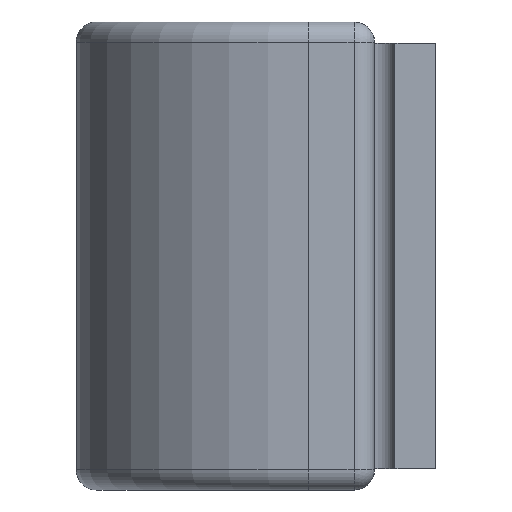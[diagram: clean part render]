
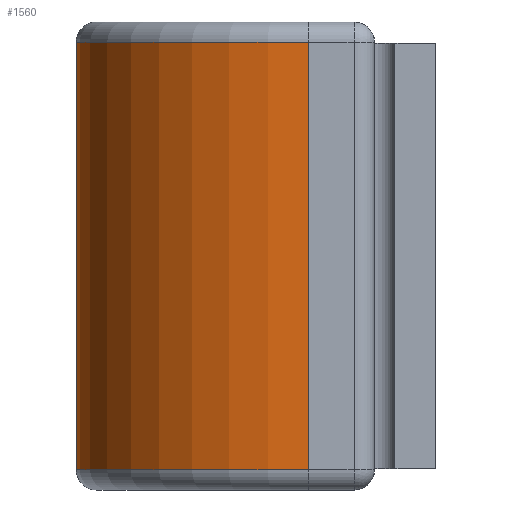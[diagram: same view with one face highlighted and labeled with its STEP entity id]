
A CAD part, left-side view. The second image highlights one B-rep face of the part: STEP entity #1560.
In plain terms, the highlighted cylindrical face has radius 8.661 mm (diameter 17.323 mm), a partial arc.
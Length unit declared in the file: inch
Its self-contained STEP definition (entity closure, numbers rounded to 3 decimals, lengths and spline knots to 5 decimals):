
#1 = DIRECTION ( 'NONE',  ( 0., 0., 1. ) ) ;
#88 = CIRCLE ( 'NONE', #1302, 0.341 ) ;
#95 = VERTEX_POINT ( 'NONE', #1822 ) ;
#173 = CARTESIAN_POINT ( 'NONE',  ( 0.937, 0.18725, -0.31375 ) ) ;
#218 = AXIS2_PLACEMENT_3D ( 'NONE', #173, #1229, #335 ) ;
#261 = FACE_OUTER_BOUND ( 'NONE', #475, .T. ) ;
#335 = DIRECTION ( 'NONE',  ( 1., 0., 0. ) ) ;
#448 = ORIENTED_EDGE ( 'NONE', *, *, #1383, .F. ) ;
#475 = EDGE_LOOP ( 'NONE', ( #1158, #585, #1702, #448 ) ) ;
#482 = EDGE_CURVE ( 'NONE', #1895, #95, #1352, .T. ) ;
#551 = DIRECTION ( 'NONE',  ( 1., 0., 0. ) ) ;
#585 = ORIENTED_EDGE ( 'NONE', *, *, #888, .T. ) ;
#664 = CARTESIAN_POINT ( 'NONE',  ( 0.596, 0.18725, 0.31375 ) ) ;
#710 = CARTESIAN_POINT ( 'NONE',  ( 0.937, 0.18725, 0.3125 ) ) ;
#778 = DIRECTION ( 'NONE',  ( 0., 0., 1. ) ) ;
#857 = DIRECTION ( 'NONE',  ( 0., 0., 1. ) ) ;
#888 = EDGE_CURVE ( 'NONE', #1895, #1315, #1314, .T. ) ;
#902 = LINE ( 'NONE', #1426, #1658 ) ;
#913 = CARTESIAN_POINT ( 'NONE',  ( 0.596, 0.18725, -0.31375 ) ) ;
#927 = CARTESIAN_POINT ( 'NONE',  ( 0.937, 0.18725, 0.31375 ) ) ;
#956 = CARTESIAN_POINT ( 'NONE',  ( 1.278, 0.18725, -0.31375 ) ) ;
#964 = VECTOR ( 'NONE', #778, 39.37008 ) ;
#1057 = VERTEX_POINT ( 'NONE', #664 ) ;
#1073 = DIRECTION ( 'NONE',  ( 1., 0., 0. ) ) ;
#1132 = AXIS2_PLACEMENT_3D ( 'NONE', #710, #857, #551 ) ;
#1158 = ORIENTED_EDGE ( 'NONE', *, *, #482, .F. ) ;
#1222 = CYLINDRICAL_SURFACE ( 'NONE', #1132, 0.341 ) ;
#1229 = DIRECTION ( 'NONE',  ( 0., 0., 1. ) ) ;
#1302 = AXIS2_PLACEMENT_3D ( 'NONE', #927, #1, #1073 ) ;
#1314 = CIRCLE ( 'NONE', #218, 0.341 ) ;
#1315 = VERTEX_POINT ( 'NONE', #913 ) ;
#1352 = LINE ( 'NONE', #1372, #964 ) ;
#1372 = CARTESIAN_POINT ( 'NONE',  ( 1.278, 0.18725, -0.31375 ) ) ;
#1383 = EDGE_CURVE ( 'NONE', #95, #1057, #88, .T. ) ;
#1426 = CARTESIAN_POINT ( 'NONE',  ( 0.596, 0.18725, -0.31375 ) ) ;
#1430 = DIRECTION ( 'NONE',  ( 0., 0., 1. ) ) ;
#1473 = EDGE_CURVE ( 'NONE', #1315, #1057, #902, .T. ) ;
#1560 = ADVANCED_FACE ( 'NONE', ( #261 ), #1222, .T. ) ;
#1658 = VECTOR ( 'NONE', #1430, 39.37008 ) ;
#1702 = ORIENTED_EDGE ( 'NONE', *, *, #1473, .T. ) ;
#1822 = CARTESIAN_POINT ( 'NONE',  ( 1.278, 0.18725, 0.31375 ) ) ;
#1895 = VERTEX_POINT ( 'NONE', #956 ) ;
